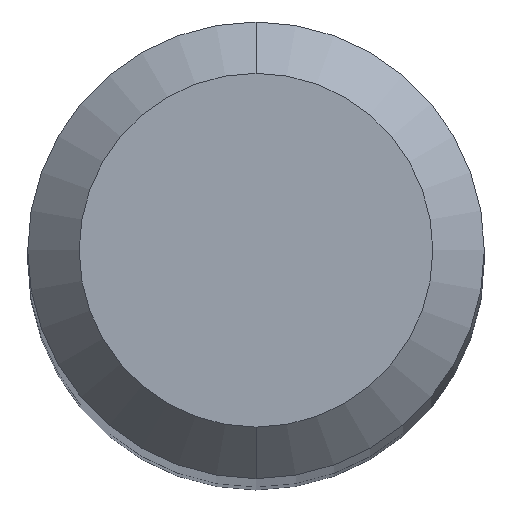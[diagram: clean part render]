
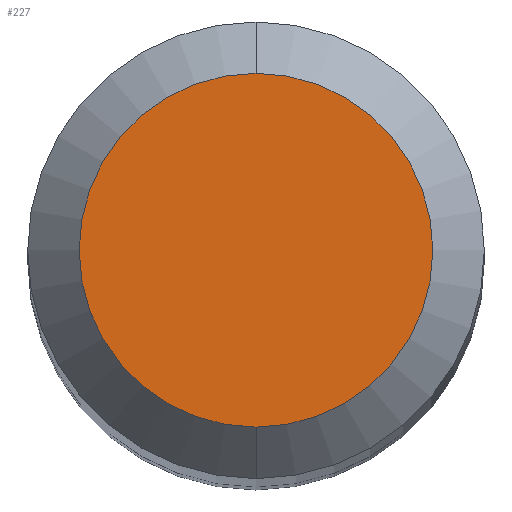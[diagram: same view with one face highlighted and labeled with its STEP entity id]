
A CAD part, top view. The second image highlights one B-rep face of the part: STEP entity #227.
In plain terms, the highlighted planar face has unit normal (0, 0, 1).
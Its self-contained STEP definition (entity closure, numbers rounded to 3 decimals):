
#21 = VERTEX_POINT ( 'NONE', #53 ) ;
#39 = DIRECTION ( 'NONE',  ( 0., 1., 0. ) ) ;
#44 = CARTESIAN_POINT ( 'NONE',  ( 0., 0., 52. ) ) ;
#53 = CARTESIAN_POINT ( 'NONE',  ( 0., 1.375, 52. ) ) ;
#70 = DIRECTION ( 'NONE',  ( 0., 0., -1. ) ) ;
#71 = AXIS2_PLACEMENT_3D ( 'NONE', #141, #275, #195 ) ;
#90 = DIRECTION ( 'NONE',  ( 0., 0., -1. ) ) ;
#110 = AXIS2_PLACEMENT_3D ( 'NONE', #278, #90, #265 ) ;
#112 = CARTESIAN_POINT ( 'NONE',  ( 0., -1.375, 52. ) ) ;
#117 = CIRCLE ( 'NONE', #213, 1.375 ) ;
#118 = VERTEX_POINT ( 'NONE', #112 ) ;
#140 = EDGE_CURVE ( 'NONE', #118, #21, #226, .T. ) ;
#141 = CARTESIAN_POINT ( 'NONE',  ( 0., 0., 52. ) ) ;
#147 = ORIENTED_EDGE ( 'NONE', *, *, #279, .F. ) ;
#190 = FACE_OUTER_BOUND ( 'NONE', #290, .T. ) ;
#195 = DIRECTION ( 'NONE',  ( 0., 1., 0. ) ) ;
#213 = AXIS2_PLACEMENT_3D ( 'NONE', #44, #70, #39 ) ;
#226 = CIRCLE ( 'NONE', #71, 1.375 ) ;
#227 = ADVANCED_FACE ( 'NONE', ( #190 ), #305, .F. ) ;
#265 = DIRECTION ( 'NONE',  ( 0., 1., 0. ) ) ;
#275 = DIRECTION ( 'NONE',  ( 0., 0., -1. ) ) ;
#278 = CARTESIAN_POINT ( 'NONE',  ( 0., 0., 52. ) ) ;
#279 = EDGE_CURVE ( 'NONE', #21, #118, #117, .T. ) ;
#290 = EDGE_LOOP ( 'NONE', ( #147, #314 ) ) ;
#305 = PLANE ( 'NONE',  #110 ) ;
#314 = ORIENTED_EDGE ( 'NONE', *, *, #140, .F. ) ;
